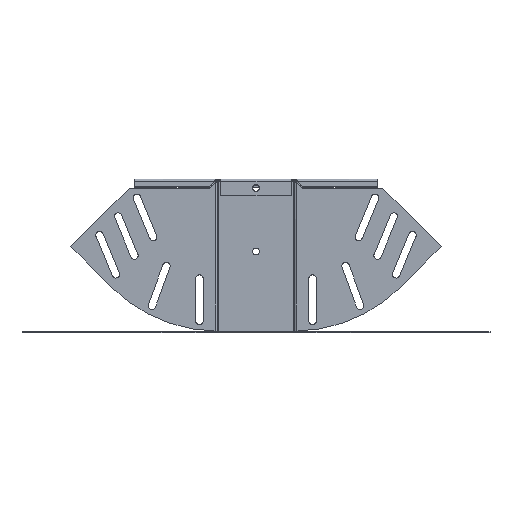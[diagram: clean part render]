
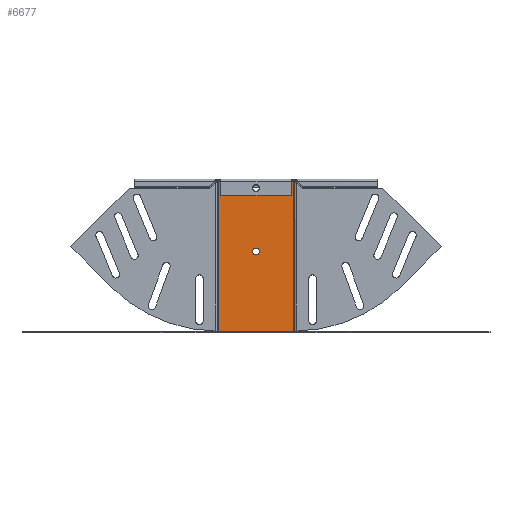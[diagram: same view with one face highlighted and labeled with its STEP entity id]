
A CAD part, front view. The second image highlights one B-rep face of the part: STEP entity #6677.
In plain terms, the highlighted planar face has unit normal (0, -1, 0).
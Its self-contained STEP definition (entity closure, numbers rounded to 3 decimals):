
#63 = CIRCLE ( 'NONE', #13501, 144. ) ;
#104 = VERTEX_POINT ( 'NONE', #14846 ) ;
#124 = DIRECTION ( 'NONE',  ( -1., 0., 0. ) ) ;
#125 = DIRECTION ( 'NONE',  ( 0., 0., 1. ) ) ;
#219 = LINE ( 'NONE', #1176, #8501 ) ;
#395 = EDGE_CURVE ( 'NONE', #5943, #14103, #10736, .T. ) ;
#417 = CARTESIAN_POINT ( 'NONE',  ( 0., -1., -141.75 ) ) ;
#1049 = ORIENTED_EDGE ( 'NONE', *, *, #15348, .T. ) ;
#1176 = CARTESIAN_POINT ( 'NONE',  ( 35.586, -1., 2.25 ) ) ;
#1365 = ORIENTED_EDGE ( 'NONE', *, *, #13269, .F. ) ;
#1406 = ORIENTED_EDGE ( 'NONE', *, *, #395, .T. ) ;
#1434 = DIRECTION ( 'NONE',  ( 0., 1., 0. ) ) ;
#1524 = CIRCLE ( 'NONE', #1789, 3.1 ) ;
#1789 = AXIS2_PLACEMENT_3D ( 'NONE', #7325, #12075, #11848 ) ;
#2017 = CARTESIAN_POINT ( 'NONE',  ( 0., -1., -69.6 ) ) ;
#2289 = DIRECTION ( 'NONE',  ( 0., 0., 1. ) ) ;
#2604 = DIRECTION ( 'NONE',  ( 0., 1., 0. ) ) ;
#2607 = CARTESIAN_POINT ( 'NONE',  ( 0., -1., -6.5 ) ) ;
#2686 = EDGE_LOOP ( 'NONE', ( #13168, #1049 ) ) ;
#2702 = LINE ( 'NONE', #14483, #10524 ) ;
#2846 = LINE ( 'NONE', #417, #14220 ) ;
#3115 = DIRECTION ( 'NONE',  ( 0., 0., 1. ) ) ;
#3350 = DIRECTION ( 'NONE',  ( 0., 1., 0. ) ) ;
#3368 = EDGE_CURVE ( 'NONE', #5275, #8712, #9569, .T. ) ;
#3737 = EDGE_LOOP ( 'NONE', ( #5130, #7555, #3845, #13651, #1365, #12047 ) ) ;
#3745 = AXIS2_PLACEMENT_3D ( 'NONE', #12685, #3350, #3115 ) ;
#3833 = DIRECTION ( 'NONE',  ( 0., 0., 1. ) ) ;
#3845 = ORIENTED_EDGE ( 'NONE', *, *, #7626, .T. ) ;
#3862 = EDGE_CURVE ( 'NONE', #9131, #6362, #63, .T. ) ;
#3967 = FACE_OUTER_BOUND ( 'NONE', #3737, .T. ) ;
#4021 = CIRCLE ( 'NONE', #10492, 3.1 ) ;
#4616 = EDGE_CURVE ( 'NONE', #14108, #9423, #11285, .T. ) ;
#5130 = ORIENTED_EDGE ( 'NONE', *, *, #7369, .F. ) ;
#5237 = DIRECTION ( 'NONE',  ( 0., 0., 1. ) ) ;
#5275 = VERTEX_POINT ( 'NONE', #5397 ) ;
#5397 = CARTESIAN_POINT ( 'NONE',  ( -35.586, -1., 0. ) ) ;
#5493 = AXIS2_PLACEMENT_3D ( 'NONE', #7963, #9376, #6882 ) ;
#5640 = CARTESIAN_POINT ( 'NONE',  ( 0., -1., -63.4 ) ) ;
#5733 = CARTESIAN_POINT ( 'NONE',  ( -9.5, -1., 0. ) ) ;
#5927 = EDGE_CURVE ( 'NONE', #14103, #5943, #12216, .T. ) ;
#5943 = VERTEX_POINT ( 'NONE', #5640 ) ;
#5966 = DIRECTION ( 'NONE',  ( 1., 0., 0. ) ) ;
#6140 = DIRECTION ( 'NONE',  ( 0., 1., 0. ) ) ;
#6362 = VERTEX_POINT ( 'NONE', #14044 ) ;
#6677 = ADVANCED_FACE ( 'NONE', ( #9895, #3967, #8715 ), #12327, .F. ) ;
#6726 = CARTESIAN_POINT ( 'NONE',  ( 35.586, -1., 0. ) ) ;
#6882 = DIRECTION ( 'NONE',  ( 0., 0., 1. ) ) ;
#7325 = CARTESIAN_POINT ( 'NONE',  ( 0., -1., -6.5 ) ) ;
#7367 = DIRECTION ( 'NONE',  ( 0., 0., 1. ) ) ;
#7369 = EDGE_CURVE ( 'NONE', #9131, #14108, #2846, .T. ) ;
#7461 = DIRECTION ( 'NONE',  ( 0., 0., 1. ) ) ;
#7555 = ORIENTED_EDGE ( 'NONE', *, *, #3862, .T. ) ;
#7587 = CARTESIAN_POINT ( 'NONE',  ( 35.5, -1., 2.25 ) ) ;
#7626 = EDGE_CURVE ( 'NONE', #6362, #8712, #219, .T. ) ;
#7963 = CARTESIAN_POINT ( 'NONE',  ( 0., -1., -66.5 ) ) ;
#8009 = EDGE_CURVE ( 'NONE', #8686, #104, #1524, .T. ) ;
#8041 = AXIS2_PLACEMENT_3D ( 'NONE', #8227, #6140, #125 ) ;
#8227 = CARTESIAN_POINT ( 'NONE',  ( -35.5, -1., 2.25 ) ) ;
#8239 = AXIS2_PLACEMENT_3D ( 'NONE', #8529, #2604, #2289 ) ;
#8501 = VECTOR ( 'NONE', #3833, 1000. ) ;
#8521 = DIRECTION ( 'NONE',  ( 0., -1., 0. ) ) ;
#8529 = CARTESIAN_POINT ( 'NONE',  ( 0., -1., -66.5 ) ) ;
#8686 = VERTEX_POINT ( 'NONE', #10100 ) ;
#8712 = VERTEX_POINT ( 'NONE', #6726 ) ;
#8715 = FACE_BOUND ( 'NONE', #2686, .T. ) ;
#9131 = VERTEX_POINT ( 'NONE', #13816 ) ;
#9376 = DIRECTION ( 'NONE',  ( 0., 1., 0. ) ) ;
#9423 = VERTEX_POINT ( 'NONE', #10436 ) ;
#9502 = VECTOR ( 'NONE', #5966, 1000. ) ;
#9569 = LINE ( 'NONE', #5733, #9502 ) ;
#9895 = FACE_BOUND ( 'NONE', #12994, .T. ) ;
#10100 = CARTESIAN_POINT ( 'NONE',  ( 0., -1., -3.4 ) ) ;
#10436 = CARTESIAN_POINT ( 'NONE',  ( -35.586, -1., -141.75 ) ) ;
#10492 = AXIS2_PLACEMENT_3D ( 'NONE', #2607, #1434, #7367 ) ;
#10524 = VECTOR ( 'NONE', #7461, 1000. ) ;
#10736 = CIRCLE ( 'NONE', #8239, 3.1 ) ;
#11285 = CIRCLE ( 'NONE', #8041, 144. ) ;
#11848 = DIRECTION ( 'NONE',  ( 0., 0., 1. ) ) ;
#12047 = ORIENTED_EDGE ( 'NONE', *, *, #4616, .F. ) ;
#12075 = DIRECTION ( 'NONE',  ( 0., 1., 0. ) ) ;
#12216 = CIRCLE ( 'NONE', #5493, 3.1 ) ;
#12327 = PLANE ( 'NONE',  #3745 ) ;
#12685 = CARTESIAN_POINT ( 'NONE',  ( -35.5, -1., 2.25 ) ) ;
#12700 = ORIENTED_EDGE ( 'NONE', *, *, #5927, .T. ) ;
#12994 = EDGE_LOOP ( 'NONE', ( #1406, #12700 ) ) ;
#13168 = ORIENTED_EDGE ( 'NONE', *, *, #8009, .T. ) ;
#13269 = EDGE_CURVE ( 'NONE', #9423, #5275, #2702, .T. ) ;
#13501 = AXIS2_PLACEMENT_3D ( 'NONE', #7587, #8521, #5237 ) ;
#13641 = CARTESIAN_POINT ( 'NONE',  ( -35.5, -1., -141.75 ) ) ;
#13651 = ORIENTED_EDGE ( 'NONE', *, *, #3368, .F. ) ;
#13816 = CARTESIAN_POINT ( 'NONE',  ( 35.5, -1., -141.75 ) ) ;
#14044 = CARTESIAN_POINT ( 'NONE',  ( 35.586, -1., -141.75 ) ) ;
#14103 = VERTEX_POINT ( 'NONE', #2017 ) ;
#14108 = VERTEX_POINT ( 'NONE', #13641 ) ;
#14220 = VECTOR ( 'NONE', #124, 1000. ) ;
#14483 = CARTESIAN_POINT ( 'NONE',  ( -35.586, -1., 2.25 ) ) ;
#14846 = CARTESIAN_POINT ( 'NONE',  ( 0., -1., -9.6 ) ) ;
#15348 = EDGE_CURVE ( 'NONE', #104, #8686, #4021, .T. ) ;
